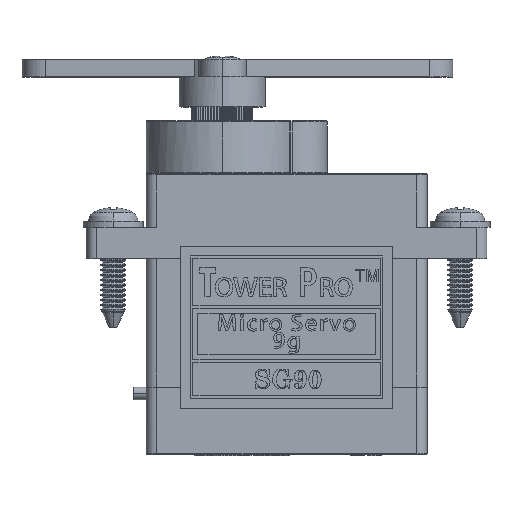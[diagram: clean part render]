
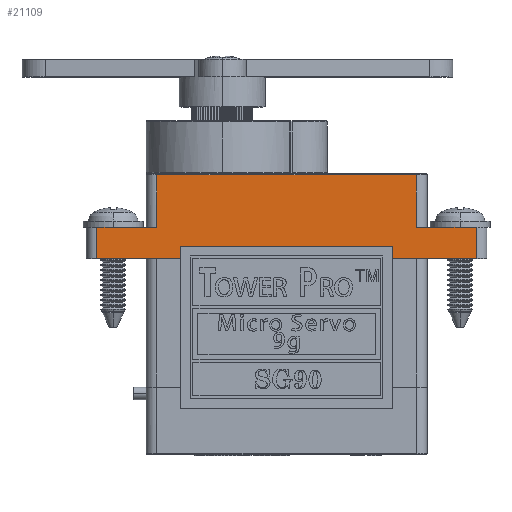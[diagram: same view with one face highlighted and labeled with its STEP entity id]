
A CAD part, top view. The second image highlights one B-rep face of the part: STEP entity #21109.
In plain terms, the highlighted free-form (B-spline) face has degree [1, 1] with [2, 2] control points.
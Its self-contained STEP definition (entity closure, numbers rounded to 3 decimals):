
#21024 = VERTEX_POINT('',#21025);
#21025 = CARTESIAN_POINT('',(-9.53,27.345,
    37.868));
#21031 = EDGE_CURVE('',#21024,#21032,#21034,.T.);
#21032 = VERTEX_POINT('',#21033);
#21033 = CARTESIAN_POINT('',(-4.165,27.345,
    37.868));
#21034 = B_SPLINE_CURVE_WITH_KNOTS('',1,(#21035,#21036),.UNSPECIFIED.,
  .F.,.F.,(2,2),(0.,4.8),.PIECEWISE_BEZIER_KNOTS.);
#21035 = CARTESIAN_POINT('',(-9.53,27.345,
    37.868));
#21036 = CARTESIAN_POINT('',(-4.165,27.345,
    37.868));
#21085 = VERTEX_POINT('',#21086);
#21086 = CARTESIAN_POINT('',(-9.53,24.551,
    37.868));
#21092 = EDGE_CURVE('',#21024,#21085,#21093,.T.);
#21093 = B_SPLINE_CURVE_WITH_KNOTS('',1,(#21094,#21095),.UNSPECIFIED.,
  .F.,.F.,(2,2),(-0.,2.5),.PIECEWISE_BEZIER_KNOTS.);
#21094 = CARTESIAN_POINT('',(-9.53,27.345,
    37.868));
#21095 = CARTESIAN_POINT('',(-9.53,24.551,
    37.868));
#21109 = ADVANCED_FACE('',(#21110),#21187,.F.);
#21110 = FACE_BOUND('',#21111,.T.);
#21111 = EDGE_LOOP('',(#21112,#21127,#21134,#21139,#21140,#21141,#21148,
    #21155,#21162,#21169,#21176));
#21112 = ORIENTED_EDGE('',*,*,#21113,.F.);
#21113 = EDGE_CURVE('',#21114,#21116,#21118,.T.);
#21114 = VERTEX_POINT('',#21115);
#21115 = CARTESIAN_POINT('',(-0.043,32.039,
    37.868));
#21116 = VERTEX_POINT('',#21117);
#21117 = CARTESIAN_POINT('',(1.702,32.039,
    37.868));
#21118 = B_SPLINE_CURVE_WITH_KNOTS('',3,(#21119,#21120,#21121,#21122,
    #21123,#21124,#21125,#21126),.UNSPECIFIED.,.F.,.F.,(4,2,2,4),(0.,0.5
    ,0.75,1.),.UNSPECIFIED.);
#21119 = CARTESIAN_POINT('',(-0.043,32.039,
    37.868));
#21120 = CARTESIAN_POINT('',(0.248,32.039,
    37.868));
#21121 = CARTESIAN_POINT('',(0.539,32.039,
    37.868));
#21122 = CARTESIAN_POINT('',(0.975,32.039,
    37.868));
#21123 = CARTESIAN_POINT('',(1.12,32.039,
    37.868));
#21124 = CARTESIAN_POINT('',(1.411,32.039,
    37.868));
#21125 = CARTESIAN_POINT('',(1.557,32.039,
    37.868));
#21126 = CARTESIAN_POINT('',(1.702,32.039,
    37.868));
#21127 = ORIENTED_EDGE('',*,*,#21128,.T.);
#21128 = EDGE_CURVE('',#21114,#21129,#21131,.T.);
#21129 = VERTEX_POINT('',#21130);
#21130 = CARTESIAN_POINT('',(-4.165,32.039,
    37.868));
#21131 = B_SPLINE_CURVE_WITH_KNOTS('',1,(#21132,#21133),.UNSPECIFIED.,
  .F.,.F.,(2,2),(-8.488,-4.8),.PIECEWISE_BEZIER_KNOTS.);
#21132 = CARTESIAN_POINT('',(-0.043,32.039,
    37.868));
#21133 = CARTESIAN_POINT('',(-4.165,32.039,
    37.868));
#21134 = ORIENTED_EDGE('',*,*,#21135,.T.);
#21135 = EDGE_CURVE('',#21129,#21032,#21136,.T.);
#21136 = B_SPLINE_CURVE_WITH_KNOTS('',1,(#21137,#21138),.UNSPECIFIED.,
  .F.,.F.,(2,2),(48.195,52.395),
  .PIECEWISE_BEZIER_KNOTS.);
#21137 = CARTESIAN_POINT('',(-4.165,32.039,
    37.868));
#21138 = CARTESIAN_POINT('',(-4.165,27.345,
    37.868));
#21139 = ORIENTED_EDGE('',*,*,#21031,.F.);
#21140 = ORIENTED_EDGE('',*,*,#21092,.T.);
#21141 = ORIENTED_EDGE('',*,*,#21142,.T.);
#21142 = EDGE_CURVE('',#21085,#21143,#21145,.T.);
#21143 = VERTEX_POINT('',#21144);
#21144 = CARTESIAN_POINT('',(24.446,24.551,
    37.868));
#21145 = B_SPLINE_CURVE_WITH_KNOTS('',1,(#21146,#21147),.UNSPECIFIED.,
  .F.,.F.,(2,2),(0.,30.4),.PIECEWISE_BEZIER_KNOTS.);
#21146 = CARTESIAN_POINT('',(-9.53,24.551,
    37.868));
#21147 = CARTESIAN_POINT('',(24.446,24.551,
    37.868));
#21148 = ORIENTED_EDGE('',*,*,#21149,.F.);
#21149 = EDGE_CURVE('',#21150,#21143,#21152,.T.);
#21150 = VERTEX_POINT('',#21151);
#21151 = CARTESIAN_POINT('',(24.446,27.345,
    37.868));
#21152 = B_SPLINE_CURVE_WITH_KNOTS('',1,(#21153,#21154),.UNSPECIFIED.,
  .F.,.F.,(2,2),(-0.,2.5),.PIECEWISE_BEZIER_KNOTS.);
#21153 = CARTESIAN_POINT('',(24.446,27.345,
    37.868));
#21154 = CARTESIAN_POINT('',(24.446,24.551,
    37.868));
#21155 = ORIENTED_EDGE('',*,*,#21156,.F.);
#21156 = EDGE_CURVE('',#21157,#21150,#21159,.T.);
#21157 = VERTEX_POINT('',#21158);
#21158 = CARTESIAN_POINT('',(19.081,27.345,
    37.868));
#21159 = B_SPLINE_CURVE_WITH_KNOTS('',1,(#21160,#21161),.UNSPECIFIED.,
  .F.,.F.,(2,2),(25.6,30.4),.PIECEWISE_BEZIER_KNOTS.);
#21160 = CARTESIAN_POINT('',(19.081,27.345,
    37.868));
#21161 = CARTESIAN_POINT('',(24.446,27.345,
    37.868));
#21162 = ORIENTED_EDGE('',*,*,#21163,.F.);
#21163 = EDGE_CURVE('',#21164,#21157,#21166,.T.);
#21164 = VERTEX_POINT('',#21165);
#21165 = CARTESIAN_POINT('',(19.081,32.039,
    37.868));
#21166 = B_SPLINE_CURVE_WITH_KNOTS('',1,(#21167,#21168),.UNSPECIFIED.,
  .F.,.F.,(2,2),(48.195,52.395),
  .PIECEWISE_BEZIER_KNOTS.);
#21167 = CARTESIAN_POINT('',(19.081,32.039,
    37.868));
#21168 = CARTESIAN_POINT('',(19.081,27.345,
    37.868));
#21169 = ORIENTED_EDGE('',*,*,#21170,.T.);
#21170 = EDGE_CURVE('',#21164,#21171,#21173,.T.);
#21171 = VERTEX_POINT('',#21172);
#21172 = CARTESIAN_POINT('',(3.448,32.039,
    37.868));
#21173 = B_SPLINE_CURVE_WITH_KNOTS('',1,(#21174,#21175),.UNSPECIFIED.,
  .F.,.F.,(2,2),(-25.6,-11.612),.PIECEWISE_BEZIER_KNOTS.);
#21174 = CARTESIAN_POINT('',(19.081,32.039,
    37.868));
#21175 = CARTESIAN_POINT('',(3.448,32.039,
    37.868));
#21176 = ORIENTED_EDGE('',*,*,#21177,.F.);
#21177 = EDGE_CURVE('',#21116,#21171,#21178,.T.);
#21178 = B_SPLINE_CURVE_WITH_KNOTS('',3,(#21179,#21180,#21181,#21182,
    #21183,#21184,#21185,#21186),.UNSPECIFIED.,.F.,.F.,(4,2,2,4),(0.,
    0.25,0.5,1.),.UNSPECIFIED.);
#21179 = CARTESIAN_POINT('',(1.702,32.039,
    37.868));
#21180 = CARTESIAN_POINT('',(1.848,32.039,
    37.868));
#21181 = CARTESIAN_POINT('',(1.993,32.039,
    37.868));
#21182 = CARTESIAN_POINT('',(2.284,32.039,
    37.868));
#21183 = CARTESIAN_POINT('',(2.43,32.039,
    37.868));
#21184 = CARTESIAN_POINT('',(2.866,32.039,
    37.868));
#21185 = CARTESIAN_POINT('',(3.157,32.039,
    37.868));
#21186 = CARTESIAN_POINT('',(3.448,32.039,
    37.868));
#21187 = B_SPLINE_SURFACE_WITH_KNOTS('',1,1,(
    (#21188,#21189)
    ,(#21190,#21191
    )),.UNSPECIFIED.,.F.,.F.,.F.,(2,2),(2,2),(-30.4,0.),(-2.5,4.2),
  .PIECEWISE_BEZIER_KNOTS.);
#21188 = CARTESIAN_POINT('',(24.446,24.551,
    37.868));
#21189 = CARTESIAN_POINT('',(24.446,32.039,
    37.868));
#21190 = CARTESIAN_POINT('',(-9.53,24.551,
    37.868));
#21191 = CARTESIAN_POINT('',(-9.53,32.039,
    37.868));
